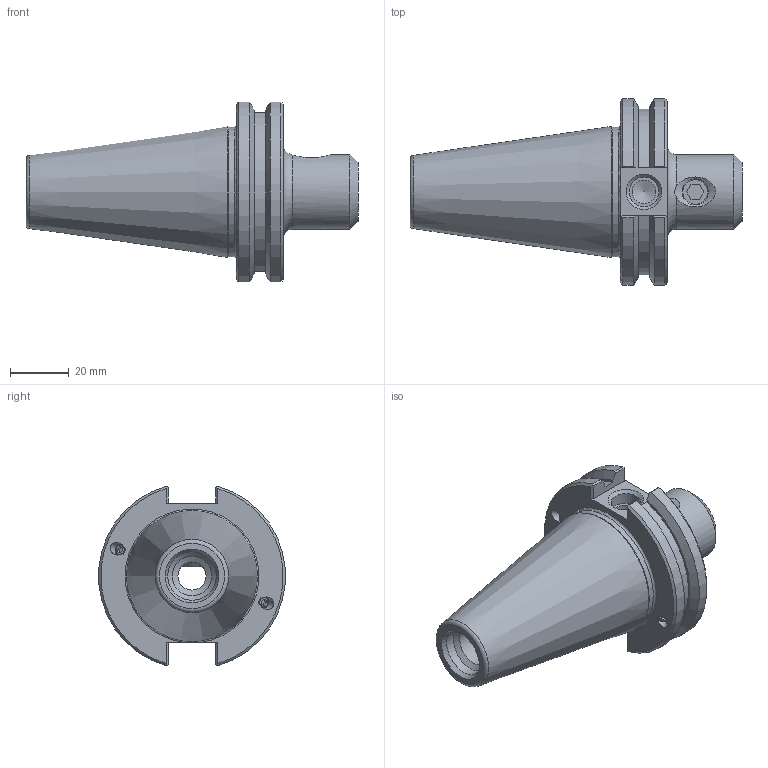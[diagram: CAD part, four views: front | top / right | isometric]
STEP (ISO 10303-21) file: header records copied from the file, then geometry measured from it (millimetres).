
FILE_DESCRIPTION((''),'2;1');
FILE_NAME('C40BC-37EM1.stp','2015-03-17T14:16:45',('blaste'),(''),'Autodesk Inventor 2012','Autodesk Inventor 2012','');
FILE_SCHEMA(('AUTOMOTIVE_DESIGN { 1 0 10303 214 1 1 1 1 }'));
Length unit declared in the file: inch
Products named in the file (4): C40BC-37EM1; C40BC-37EM1-1; 029-902; 029-965
Assembly tree (6 placements, depth 2):
  C40BC-37EM1
    C40BC-37EM1-1
    029-902
    029-965  x4
Bounding box: 112.71 x 63.26 x 61.05 mm (x, y, z)
Volume: 111681.7 mm3; surface area: 24426.4 mm2
Topology: 6 solids, 6 shells, 158 faces, 375 edges, 245 vertices
Faces by surface type: plane 84, cylinder 35, cone 32, sphere 4, torus 3
Full cylindrical faces by diameter (mm): 3.3 x4, 4 x8, 4.1 x4, 4.2 x4, 8 x1, 8.382 x1, 9.525 x2, 10.046 x1, 13.386 x1, 16.459 x1, 25.4 x1, 43.942 x1
Entity records: 3369 total; most frequent: CARTESIAN_POINT 775, DIRECTION 497, ORIENTED_EDGE 448, EDGE_CURVE 224, AXIS2_PLACEMENT_3D 196, EDGE_LOOP 168, VERTEX_POINT 166, FACE_OUTER_BOUND 110
